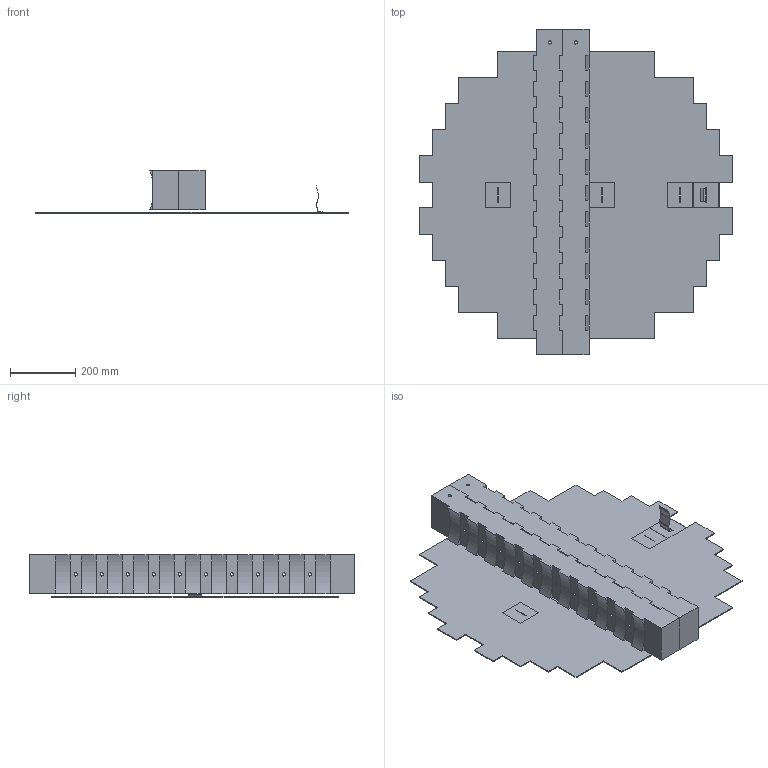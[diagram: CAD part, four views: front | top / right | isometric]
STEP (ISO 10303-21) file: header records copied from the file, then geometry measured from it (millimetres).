
FILE_DESCRIPTION(('CoCreate Modeling STEP Export'),'2;1');
FILE_NAME('TP_shield_bar.stp','2012-12-19T18:27:42',(''),(''),'CoCreate Modeling STEP processor for AP214 (Solid Model)','CoCreate Modeling 16.00A 16-Aug-2008 (C) Parametric Technology GmbH','');
FILE_SCHEMA(('AUTOMOTIVE_DESIGN { 1 0 10303 214 1 1 1 1 }'));
Length unit declared in the file: millimetre
Products named in the file (17): DB.6; row_DB; Channel_1; Channels; Fixtures; Cabling; Connectors; FlatCable; Flatcables; VisualTemp; db; DB_assem; DBs; carrier_plate; DB_plane; tp_bar; SiPM_sys
Assembly tree (22 placements, depth 6):
  SiPM_sys
    tp_bar  x2
    DB_plane
    carrier_plate
    DBs
      DB_assem
        DB.6
        db
          VisualTemp
          Flatcables
            FlatCable
          Connectors
          Cabling
          Fixtures
          Channels
            Channel_1
        row_DB
          DB.6  x5
Bounding box: 962 x 1000 x 130 mm (x, y, z)
Volume: 20999876 mm3; surface area: 2407541.7 mm2
Topology: 10 solids, 10 shells, 498 faces, 1284 edges, 812 vertices
Faces by surface type: plane 402, cylinder 96
Entity records: 7636 total; most frequent: ORIENTED_EDGE 1380, CARTESIAN_POINT 1225, DIRECTION 1120, EDGE_CURVE 690, VECTOR 454, LINE 454, VERTEX_POINT 438, AXIS2_PLACEMENT_3D 333
